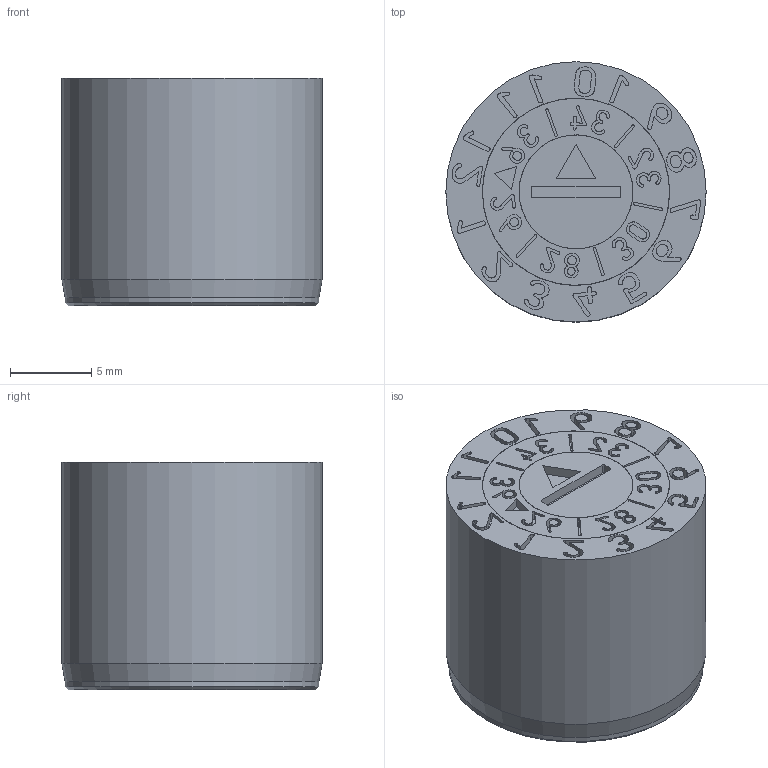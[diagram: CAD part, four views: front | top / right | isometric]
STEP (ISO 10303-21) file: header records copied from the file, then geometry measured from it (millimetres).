
FILE_DESCRIPTION(/* description */ (''),/* implementation_level */ '2;1');
FILE_NAME(/* name */ 'Dati-93900_BCC$16$Jahr+10.stp',/* time_stamp */ '2025-09-16T15:48:39+02:00',/* author */ ('olafg'),/* organization */ (''),/* preprocessor_version */ 'ST-DEVELOPER v20',/* originating_system */ 'Autodesk Inventor 2024',/* authorisation */ '');
FILE_SCHEMA (('AUTOMOTIVE_DESIGN { 1 0 10303 214 3 1 1 }'));
Length unit declared in the file: millimetre
Products named in the file (4): Zusammenbau BC 9016; 1016-01-00 Hülse; Gehäusering 16; Stelleinsatz 9016
Assembly tree (3 placements, depth 2):
  Zusammenbau BC 9016
    1016-01-00 Hülse
    Gehäusering 16
    Stelleinsatz 9016
Bounding box: 16 x 16 x 14 mm (x, y, z)
Volume: 2771.4 mm3; surface area: 2205.9 mm2
Topology: 3 solids, 3 shells, 634 faces, 1731 edges, 1153 vertices
Faces by surface type: bspline 392, plane 222, cylinder 14, cone 6
Full cylindrical faces by diameter (mm): 3.5 x1, 3.6 x2, 7 x2, 11 x1, 11.5 x2, 15.6 x1, 16 x1
Entity records: 22297 total; most frequent: CARTESIAN_POINT 8765, ORIENTED_EDGE 3462, EDGE_CURVE 1731, DIRECTION 1482, VERTEX_POINT 1153, LINE 910, VECTOR 910, B_SPLINE_CURVE_WITH_KNOTS 784
